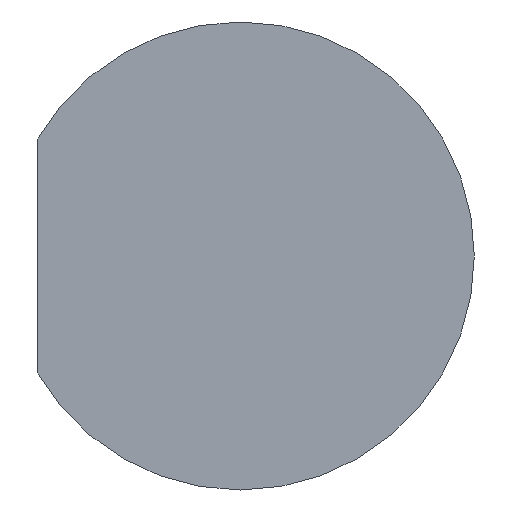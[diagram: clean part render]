
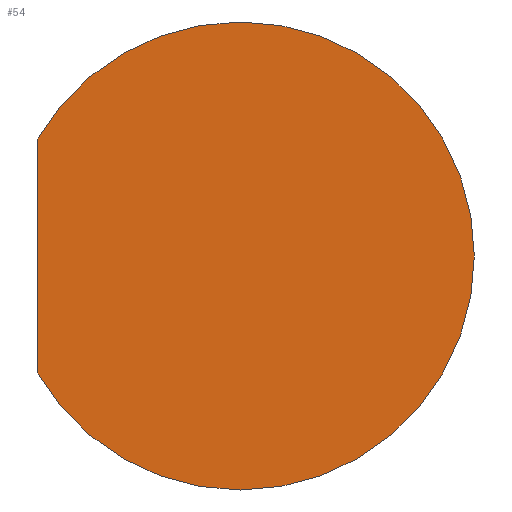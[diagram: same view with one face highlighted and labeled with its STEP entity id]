
A CAD part, left-side view. The second image highlights one B-rep face of the part: STEP entity #54.
In plain terms, the highlighted planar face has unit normal (-1, 0, 0).
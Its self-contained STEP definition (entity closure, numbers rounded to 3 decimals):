
#8 = CARTESIAN_POINT ( 'NONE',  ( 0., 0., 0. ) ) ;
#11 = DIRECTION ( 'NONE',  ( 1., 0., 0. ) ) ;
#14 = CARTESIAN_POINT ( 'NONE',  ( 0., 0., 3. ) ) ;
#21 = EDGE_CURVE ( 'NONE', #129, #59, #191, .T. ) ;
#22 = VERTEX_POINT ( 'NONE', #91 ) ;
#25 = DIRECTION ( 'NONE',  ( 0., 0., -1. ) ) ;
#32 = DIRECTION ( 'NONE',  ( 0., 0., 1. ) ) ;
#37 = DIRECTION ( 'NONE',  ( 1., 0., 0. ) ) ;
#49 = CIRCLE ( 'NONE', #167, 3. ) ;
#54 = ADVANCED_FACE ( 'NONE', ( #185 ), #146, .F. ) ;
#59 = VERTEX_POINT ( 'NONE', #74 ) ;
#65 = CARTESIAN_POINT ( 'NONE',  ( 0., 0., 0. ) ) ;
#74 = CARTESIAN_POINT ( 'NONE',  ( 0., 2.598, -1.5 ) ) ;
#81 = EDGE_LOOP ( 'NONE', ( #158, #110, #140, #156 ) ) ;
#85 = DIRECTION ( 'NONE',  ( 1., 0., 0. ) ) ;
#91 = CARTESIAN_POINT ( 'NONE',  ( 0., 2.598, 1.5 ) ) ;
#92 = CIRCLE ( 'NONE', #142, 3. ) ;
#94 = DIRECTION ( 'NONE',  ( 1., 0., 0. ) ) ;
#98 = EDGE_CURVE ( 'NONE', #111, #129, #92, .T. ) ;
#99 = CARTESIAN_POINT ( 'NONE',  ( 0., 0., -3. ) ) ;
#110 = ORIENTED_EDGE ( 'NONE', *, *, #187, .F. ) ;
#111 = VERTEX_POINT ( 'NONE', #14 ) ;
#116 = CARTESIAN_POINT ( 'NONE',  ( 0., 2.598, -1.5 ) ) ;
#123 = CARTESIAN_POINT ( 'NONE',  ( 0., 0., 0. ) ) ;
#125 = AXIS2_PLACEMENT_3D ( 'NONE', #123, #37, #201 ) ;
#126 = VECTOR ( 'NONE', #32, 1000. ) ;
#129 = VERTEX_POINT ( 'NONE', #99 ) ;
#140 = ORIENTED_EDGE ( 'NONE', *, *, #21, .F. ) ;
#142 = AXIS2_PLACEMENT_3D ( 'NONE', #194, #85, #190 ) ;
#146 = PLANE ( 'NONE',  #125 ) ;
#149 = AXIS2_PLACEMENT_3D ( 'NONE', #8, #94, #25 ) ;
#153 = EDGE_CURVE ( 'NONE', #22, #111, #49, .T. ) ;
#156 = ORIENTED_EDGE ( 'NONE', *, *, #98, .F. ) ;
#158 = ORIENTED_EDGE ( 'NONE', *, *, #153, .F. ) ;
#163 = DIRECTION ( 'NONE',  ( 0., 0., -1. ) ) ;
#167 = AXIS2_PLACEMENT_3D ( 'NONE', #65, #11, #163 ) ;
#185 = FACE_OUTER_BOUND ( 'NONE', #81, .T. ) ;
#187 = EDGE_CURVE ( 'NONE', #59, #22, #208, .T. ) ;
#190 = DIRECTION ( 'NONE',  ( 0., 0., -1. ) ) ;
#191 = CIRCLE ( 'NONE', #149, 3. ) ;
#194 = CARTESIAN_POINT ( 'NONE',  ( 0., 0., 0. ) ) ;
#201 = DIRECTION ( 'NONE',  ( 0., 0., -1. ) ) ;
#208 = LINE ( 'NONE', #116, #126 ) ;
